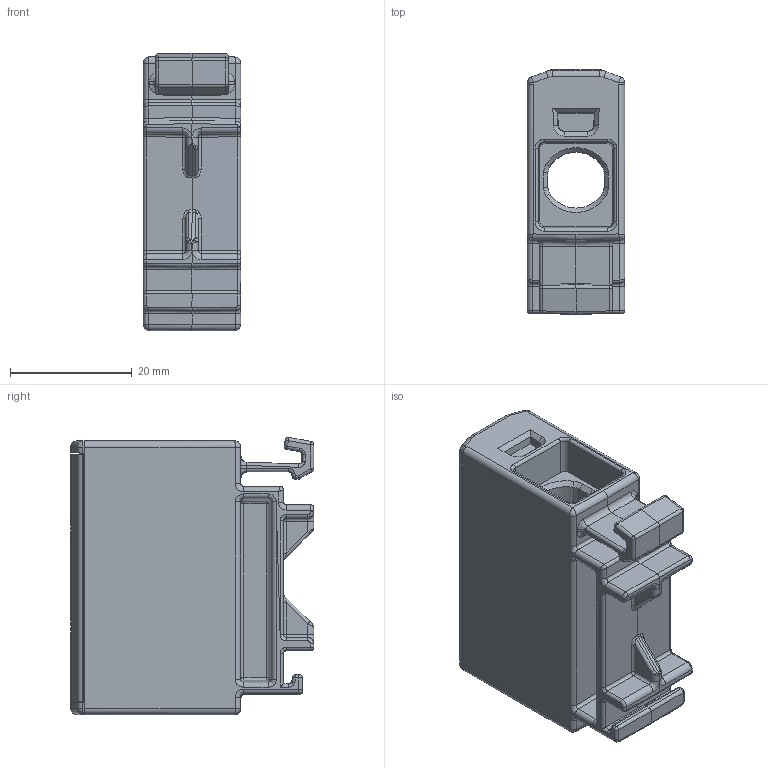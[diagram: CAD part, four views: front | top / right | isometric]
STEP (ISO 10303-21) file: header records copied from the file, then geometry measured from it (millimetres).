
FILE_DESCRIPTION(/* description */ ('Kompaktverteiler'),/* implementation_level */ '2;1');
FILE_NAME(/* name */ '27208.1_SVBKA_35_GN.stp',/* time_stamp */ '2017-10-06T09:31:50+02:00',/* author */ (''),/* organization */ ('CONTA-CLIP Verbindungstechnik GmbH'),/* preprocessor_version */ 'ST-DEVELOPER v16.1',/* originating_system */ 'Autodesk Inventor 2016',/* authorisation */ '');
FILE_SCHEMA (('AUTOMOTIVE_DESIGN { 1 0 10303 214 3 1 1 }'));
Length unit declared in the file: millimetre
Products named in the file (1): 27208.1_SVBKA_35_GN
Bounding box: 16 x 40.11 x 45.59 mm (x, y, z)
Volume: 17539.9 mm3; surface area: 9298.7 mm2
Topology: 1 solids, 1 shells, 1384 faces, 3712 edges, 2317 vertices
Faces by surface type: plane 996, cylinder 240, bspline 94, sphere 30, cone 18, torus 6
Entity records: 46298 total; most frequent: CARTESIAN_POINT 10843, ORIENTED_EDGE 7324, DIRECTION 6700, EDGE_CURVE 3662, LINE 2818, VECTOR 2818, VERTEX_POINT 2313, AXIS2_PLACEMENT_3D 1941
